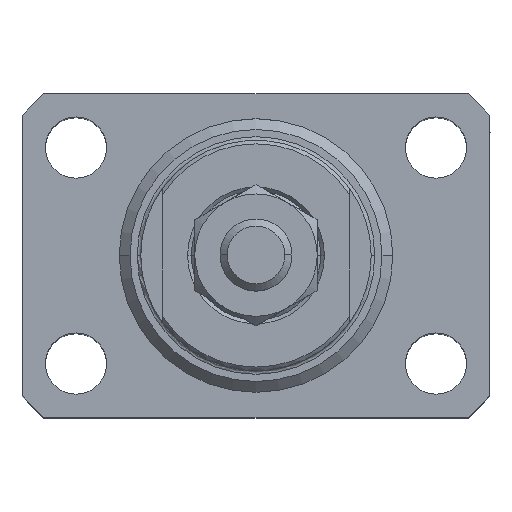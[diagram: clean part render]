
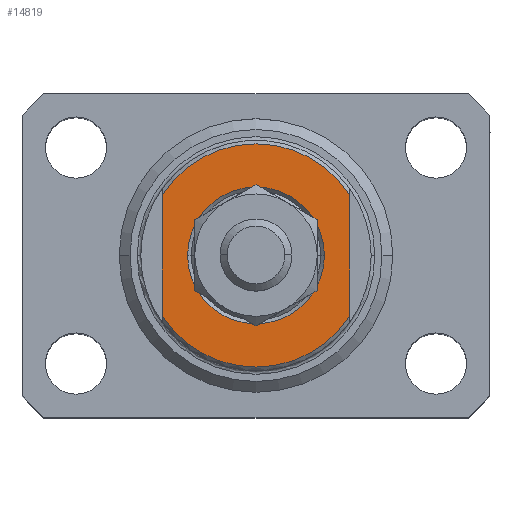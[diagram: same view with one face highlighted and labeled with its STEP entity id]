
A CAD part, top view. The second image highlights one B-rep face of the part: STEP entity #14819.
In plain terms, the highlighted face is planar.
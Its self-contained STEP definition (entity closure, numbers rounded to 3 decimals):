
#1975 = CARTESIAN_POINT ( 'NONE',  ( 13., -43.081, -6.5 ) ) ;
#2245 = CIRCLE ( 'NONE', #35881, 15.5 ) ;
#3574 = LINE ( 'NONE', #25109, #38225 ) ;
#3793 = VERTEX_POINT ( 'NONE', #19402 ) ;
#4247 = CARTESIAN_POINT ( 'NONE',  ( 0., 0., -6.5 ) ) ;
#4828 = VERTEX_POINT ( 'NONE', #9560 ) ;
#5651 = DIRECTION ( 'NONE',  ( 0., 0., -1. ) ) ;
#6704 = ORIENTED_EDGE ( 'NONE', *, *, #13423, .F. ) ;
#7325 = DIRECTION ( 'NONE',  ( 0., -1., 0. ) ) ;
#7346 = CIRCLE ( 'NONE', #11089, 9.5 ) ;
#7532 = EDGE_CURVE ( 'NONE', #3793, #18870, #2245, .T. ) ;
#8287 = EDGE_CURVE ( 'NONE', #37748, #3793, #23499, .T. ) ;
#8666 = FACE_OUTER_BOUND ( 'NONE', #11022, .T. ) ;
#9560 = CARTESIAN_POINT ( 'NONE',  ( -13., 8.441, -6.5 ) ) ;
#9904 = ORIENTED_EDGE ( 'NONE', *, *, #44081, .T. ) ;
#9989 = CARTESIAN_POINT ( 'NONE',  ( 0., 0., -6.5 ) ) ;
#11022 = EDGE_LOOP ( 'NONE', ( #38209, #36188, #32571, #6704 ) ) ;
#11089 = AXIS2_PLACEMENT_3D ( 'NONE', #9989, #20509, #16547 ) ;
#11533 = CARTESIAN_POINT ( 'NONE',  ( 9.5, 0., -6.5 ) ) ;
#12092 = VERTEX_POINT ( 'NONE', #37838 ) ;
#13093 = CARTESIAN_POINT ( 'NONE',  ( 0., 0., -6.5 ) ) ;
#13423 = EDGE_CURVE ( 'NONE', #4828, #18870, #3574, .T. ) ;
#13499 = VERTEX_POINT ( 'NONE', #11533 ) ;
#13998 = DIRECTION ( 'NONE',  ( -1., 0., 0. ) ) ;
#14819 = ADVANCED_FACE ( 'NONE', ( #45150, #8666 ), #22928, .T. ) ;
#16547 = DIRECTION ( 'NONE',  ( -1., 0., 0. ) ) ;
#18870 = VERTEX_POINT ( 'NONE', #34599 ) ;
#19402 = CARTESIAN_POINT ( 'NONE',  ( 13., -8.441, -6.5 ) ) ;
#19563 = CIRCLE ( 'NONE', #26315, 9.5 ) ;
#20509 = DIRECTION ( 'NONE',  ( 0., 0., 1. ) ) ;
#20557 = CARTESIAN_POINT ( 'NONE',  ( 13., 8.441, -6.5 ) ) ;
#22928 = PLANE ( 'NONE',  #39034 ) ;
#23499 = LINE ( 'NONE', #1975, #44104 ) ;
#24288 = CARTESIAN_POINT ( 'NONE',  ( 0., 0., -6.5 ) ) ;
#24391 = EDGE_CURVE ( 'NONE', #12092, #13499, #7346, .T. ) ;
#24680 = DIRECTION ( 'NONE',  ( -1., 0., 0. ) ) ;
#24759 = DIRECTION ( 'NONE',  ( 0., 0., -1. ) ) ;
#25109 = CARTESIAN_POINT ( 'NONE',  ( -13., -43.081, -6.5 ) ) ;
#26315 = AXIS2_PLACEMENT_3D ( 'NONE', #4247, #46208, #24680 ) ;
#30648 = DIRECTION ( 'NONE',  ( -1., 0., 0. ) ) ;
#32571 = ORIENTED_EDGE ( 'NONE', *, *, #7532, .T. ) ;
#33747 = DIRECTION ( 'NONE',  ( -1., 0., 0. ) ) ;
#34599 = CARTESIAN_POINT ( 'NONE',  ( -13., -8.441, -6.5 ) ) ;
#35190 = CIRCLE ( 'NONE', #40456, 15.5 ) ;
#35881 = AXIS2_PLACEMENT_3D ( 'NONE', #45196, #5651, #33747 ) ;
#36188 = ORIENTED_EDGE ( 'NONE', *, *, #8287, .T. ) ;
#37748 = VERTEX_POINT ( 'NONE', #20557 ) ;
#37838 = CARTESIAN_POINT ( 'NONE',  ( -9.5, 0., -6.5 ) ) ;
#37840 = EDGE_CURVE ( 'NONE', #4828, #37748, #35190, .T. ) ;
#38209 = ORIENTED_EDGE ( 'NONE', *, *, #37840, .T. ) ;
#38225 = VECTOR ( 'NONE', #7325, 1000. ) ;
#38641 = EDGE_LOOP ( 'NONE', ( #39144, #9904 ) ) ;
#39034 = AXIS2_PLACEMENT_3D ( 'NONE', #13093, #41641, #30648 ) ;
#39144 = ORIENTED_EDGE ( 'NONE', *, *, #24391, .T. ) ;
#40456 = AXIS2_PLACEMENT_3D ( 'NONE', #24288, #24759, #13998 ) ;
#41641 = DIRECTION ( 'NONE',  ( 0., 0., -1. ) ) ;
#44081 = EDGE_CURVE ( 'NONE', #13499, #12092, #19563, .T. ) ;
#44104 = VECTOR ( 'NONE', #45247, 1000. ) ;
#45150 = FACE_BOUND ( 'NONE', #38641, .T. ) ;
#45196 = CARTESIAN_POINT ( 'NONE',  ( 0., 0., -6.5 ) ) ;
#45247 = DIRECTION ( 'NONE',  ( 0., -1., 0. ) ) ;
#46208 = DIRECTION ( 'NONE',  ( 0., 0., 1. ) ) ;
